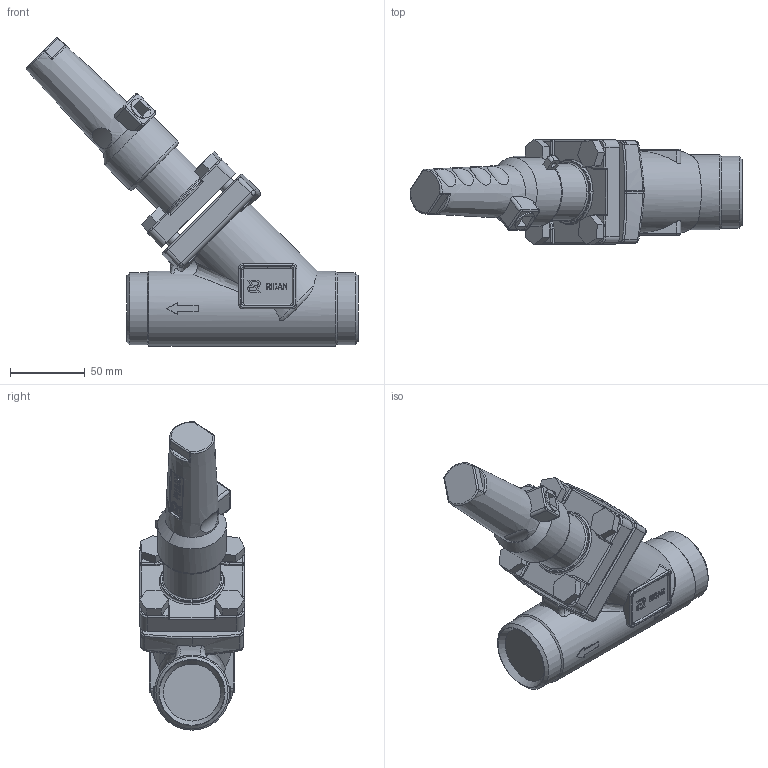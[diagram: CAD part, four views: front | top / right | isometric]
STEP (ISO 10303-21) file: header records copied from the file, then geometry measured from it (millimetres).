
FILE_DESCRIPTION(('TFLEX Exchange Step'),'2;1');
FILE_NAME('148B3040R.stp', '2024-04-25T12:10:11+03:00',('RUCO3378'),('Unknown organisation'),'TFLEX Exchange 2024.2','T-FLEX CAD','Unknown authorisation');
FILE_SCHEMA( ('AP203_CONFIGURATION_CONTROLLED_3D_DESIGN_OF_MECHANICAL_PARTS_AND_ASSEMBLIES_MIM_LF') );
Length unit declared in the file: millimetre
Products named in the file (1): Body_STR-40
Bounding box: 222.3 x 70.63 x 206.45 mm (x, y, z)
Volume: 385596 mm3; surface area: 121668.4 mm2
Topology: 16 solids, 19 shells, 905 faces, 2352 edges, 1517 vertices
Faces by surface type: plane 405, bspline 279, cylinder 145, torus 49, sphere 16, cone 11
Full cylindrical faces by diameter (mm): 10 x8, 36 x1, 38 x1, 38.1 x1, 42 x1, 46 x1, 48.3 x2, 50.3 x1
Entity records: 34039 total; most frequent: CARTESIAN_POINT 13560, ORIENTED_EDGE 4671, DIRECTION 3380, EDGE_CURVE 2337, VERTEX_POINT 1519, VECTOR 1328, LINE 1328, AXIS2_PLACEMENT_3D 1026
